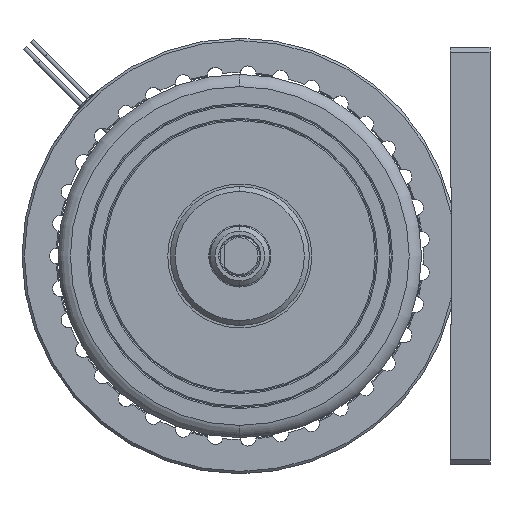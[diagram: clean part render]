
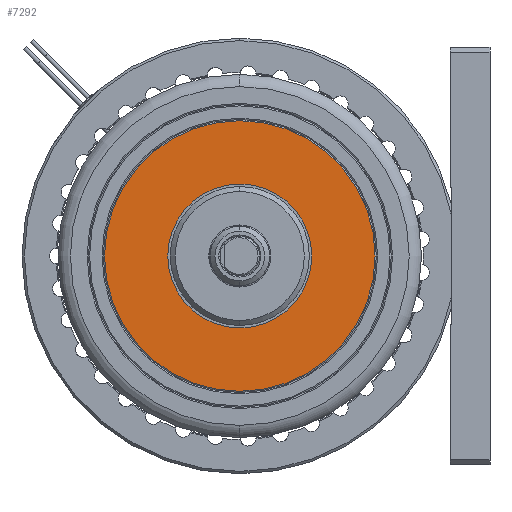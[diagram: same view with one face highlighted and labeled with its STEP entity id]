
A CAD part, left-side view. The second image highlights one B-rep face of the part: STEP entity #7292.
In plain terms, the highlighted planar face has unit normal (-1, 0, 0).
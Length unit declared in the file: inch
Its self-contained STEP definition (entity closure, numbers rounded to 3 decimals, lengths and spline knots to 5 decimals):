
#926 = ORIENTED_EDGE ( 'NONE', *, *, #12423, .T. ) ;
#1448 = VERTEX_POINT ( 'NONE', #16090 ) ;
#2313 = CARTESIAN_POINT ( 'NONE',  ( -0.2005, 3.15, 1.70312 ) ) ;
#2548 = DIRECTION ( 'NONE',  ( 1., 0., 0. ) ) ;
#2612 = DIRECTION ( 'NONE',  ( 1., 0., 0. ) ) ;
#2990 = CIRCLE ( 'NONE', #9339, 1.70313 ) ;
#3239 = CARTESIAN_POINT ( 'NONE',  ( -0.2005, 4.05625, 0. ) ) ;
#3552 = DIRECTION ( 'NONE',  ( -1., 0., 0. ) ) ;
#3861 = VERTEX_POINT ( 'NONE', #18291 ) ;
#3983 = DIRECTION ( 'NONE',  ( 1., 0., 0. ) ) ;
#5761 = ORIENTED_EDGE ( 'NONE', *, *, #16311, .T. ) ;
#7292 = ADVANCED_FACE ( 'NONE', ( #18334, #9244 ), #12775, .F. ) ;
#9172 = DIRECTION ( 'NONE',  ( -1., 0., 0. ) ) ;
#9236 = VERTEX_POINT ( 'NONE', #3239 ) ;
#9244 = FACE_OUTER_BOUND ( 'NONE', #11209, .T. ) ;
#9339 = AXIS2_PLACEMENT_3D ( 'NONE', #19387, #9172, #21141 ) ;
#9518 = AXIS2_PLACEMENT_3D ( 'NONE', #12831, #2612, #14590 ) ;
#11209 = EDGE_LOOP ( 'NONE', ( #12847, #16774 ) ) ;
#11344 = VERTEX_POINT ( 'NONE', #2313 ) ;
#12423 = EDGE_CURVE ( 'NONE', #3861, #9236, #15600, .T. ) ;
#12775 = PLANE ( 'NONE',  #17793 ) ;
#12831 = CARTESIAN_POINT ( 'NONE',  ( -0.2005, 3.15, 0. ) ) ;
#12847 = ORIENTED_EDGE ( 'NONE', *, *, #21156, .T. ) ;
#13744 = CARTESIAN_POINT ( 'NONE',  ( -0.2005, 3.15, 0. ) ) ;
#14210 = CARTESIAN_POINT ( 'NONE',  ( -0.2005, 3.15, 0. ) ) ;
#14526 = DIRECTION ( 'NONE',  ( 0., 0., -1. ) ) ;
#14590 = DIRECTION ( 'NONE',  ( 0., -1., 0. ) ) ;
#15501 = DIRECTION ( 'NONE',  ( 0., 0., 1. ) ) ;
#15600 = CIRCLE ( 'NONE', #19259, 0.90625 ) ;
#15927 = DIRECTION ( 'NONE',  ( 0., -1., 0. ) ) ;
#16090 = CARTESIAN_POINT ( 'NONE',  ( -0.2005, 3.15, -1.70313 ) ) ;
#16206 = EDGE_CURVE ( 'NONE', #1448, #11344, #2990, .T. ) ;
#16306 = EDGE_LOOP ( 'NONE', ( #926, #5761 ) ) ;
#16311 = EDGE_CURVE ( 'NONE', #9236, #3861, #18981, .T. ) ;
#16515 = CIRCLE ( 'NONE', #20290, 1.70313 ) ;
#16774 = ORIENTED_EDGE ( 'NONE', *, *, #16206, .T. ) ;
#17793 = AXIS2_PLACEMENT_3D ( 'NONE', #21309, #2548, #14526 ) ;
#18291 = CARTESIAN_POINT ( 'NONE',  ( -0.2005, 2.24375, 0. ) ) ;
#18334 = FACE_BOUND ( 'NONE', #16306, .T. ) ;
#18981 = CIRCLE ( 'NONE', #9518, 0.90625 ) ;
#19259 = AXIS2_PLACEMENT_3D ( 'NONE', #14210, #3983, #15927 ) ;
#19387 = CARTESIAN_POINT ( 'NONE',  ( -0.2005, 3.15, 0. ) ) ;
#20290 = AXIS2_PLACEMENT_3D ( 'NONE', #13744, #3552, #15501 ) ;
#21141 = DIRECTION ( 'NONE',  ( 0., 0., 1. ) ) ;
#21156 = EDGE_CURVE ( 'NONE', #11344, #1448, #16515, .T. ) ;
#21309 = CARTESIAN_POINT ( 'NONE',  ( -0.2005, 5.4415, 0. ) ) ;
